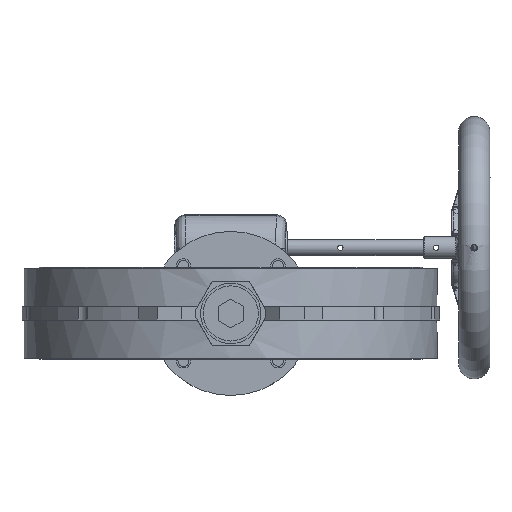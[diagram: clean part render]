
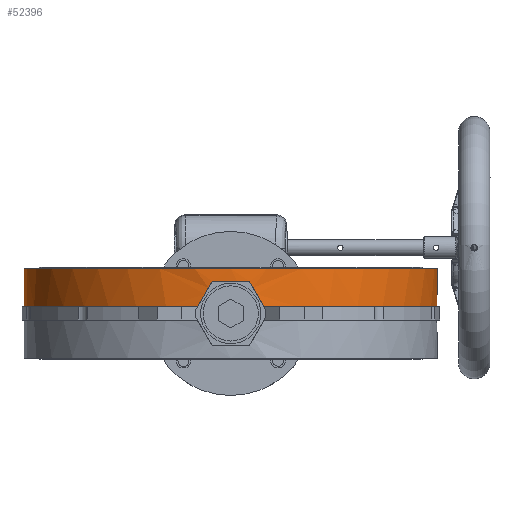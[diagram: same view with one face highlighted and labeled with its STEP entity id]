
A CAD part, front view. The second image highlights one B-rep face of the part: STEP entity #52396.
In plain terms, the highlighted cylindrical face has radius 157.5 mm (diameter 315 mm), a full revolution.
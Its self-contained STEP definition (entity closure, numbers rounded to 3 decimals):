
#1001=ELLIPSE('',#57542,315.,157.5);
#1002=ELLIPSE('',#57544,315.,157.5);
#1003=ELLIPSE('',#57546,315.,157.5);
#1004=ELLIPSE('',#57548,315.,157.5);
#3021=CYLINDRICAL_SURFACE('',#57539,157.5);
#6147=FACE_OUTER_BOUND('',#9270,.T.);
#9270=EDGE_LOOP('',(#46545,#46546,#46547,#46548,#46549,#46550,#46551,#46552,
#46553,#46554,#46555,#46556,#46557,#46558));
#13565=CIRCLE('',#57540,157.5);
#13566=CIRCLE('',#57541,157.5);
#13567=CIRCLE('',#57543,157.5);
#13568=CIRCLE('',#57545,157.5);
#13569=CIRCLE('',#57547,157.5);
#13570=CIRCLE('',#57549,157.5);
#16303=LINE('',#187519,#19644);
#16304=LINE('',#187533,#19645);
#16305=LINE('',#187537,#19646);
#19644=VECTOR('',#70002,157.5);
#19645=VECTOR('',#70015,1000.);
#19646=VECTOR('',#70018,1000.);
#24703=VERTEX_POINT('',#187516);
#24704=VERTEX_POINT('',#187518);
#24705=VERTEX_POINT('',#187520);
#24706=VERTEX_POINT('',#187522);
#24707=VERTEX_POINT('',#187524);
#24708=VERTEX_POINT('',#187526);
#24709=VERTEX_POINT('',#187528);
#24710=VERTEX_POINT('',#187530);
#24711=VERTEX_POINT('',#187532);
#24712=VERTEX_POINT('',#187534);
#24713=VERTEX_POINT('',#187536);
#24714=VERTEX_POINT('',#187538);
#32116=EDGE_CURVE('',#24703,#24703,#13565,.T.);
#32117=EDGE_CURVE('',#24703,#24704,#16303,.T.);
#32118=EDGE_CURVE('',#24704,#24705,#13566,.T.);
#32119=EDGE_CURVE('',#24705,#24706,#1001,.T.);
#32120=EDGE_CURVE('',#24706,#24707,#13567,.T.);
#32121=EDGE_CURVE('',#24707,#24708,#1002,.T.);
#32122=EDGE_CURVE('',#24708,#24709,#13568,.T.);
#32123=EDGE_CURVE('',#24709,#24710,#1003,.T.);
#32124=EDGE_CURVE('',#24711,#24710,#16304,.T.);
#32125=EDGE_CURVE('',#24711,#24712,#13569,.T.);
#32126=EDGE_CURVE('',#24713,#24712,#16305,.T.);
#32127=EDGE_CURVE('',#24713,#24714,#1004,.T.);
#32128=EDGE_CURVE('',#24714,#24704,#13570,.T.);
#46545=ORIENTED_EDGE('',*,*,#32116,.F.);
#46546=ORIENTED_EDGE('',*,*,#32117,.T.);
#46547=ORIENTED_EDGE('',*,*,#32118,.T.);
#46548=ORIENTED_EDGE('',*,*,#32119,.T.);
#46549=ORIENTED_EDGE('',*,*,#32120,.T.);
#46550=ORIENTED_EDGE('',*,*,#32121,.T.);
#46551=ORIENTED_EDGE('',*,*,#32122,.T.);
#46552=ORIENTED_EDGE('',*,*,#32123,.T.);
#46553=ORIENTED_EDGE('',*,*,#32124,.F.);
#46554=ORIENTED_EDGE('',*,*,#32125,.T.);
#46555=ORIENTED_EDGE('',*,*,#32126,.F.);
#46556=ORIENTED_EDGE('',*,*,#32127,.T.);
#46557=ORIENTED_EDGE('',*,*,#32128,.T.);
#46558=ORIENTED_EDGE('',*,*,#32117,.F.);
#52396=ADVANCED_FACE('',(#6147),#3021,.T.);
#57539=AXIS2_PLACEMENT_3D('',#187515,#69998,#69999);
#57540=AXIS2_PLACEMENT_3D('',#187517,#70000,#70001);
#57541=AXIS2_PLACEMENT_3D('',#187521,#70003,#70004);
#57542=AXIS2_PLACEMENT_3D('',#187523,#70005,#70006);
#57543=AXIS2_PLACEMENT_3D('',#187525,#70007,#70008);
#57544=AXIS2_PLACEMENT_3D('',#187527,#70009,#70010);
#57545=AXIS2_PLACEMENT_3D('',#187529,#70011,#70012);
#57546=AXIS2_PLACEMENT_3D('',#187531,#70013,#70014);
#57547=AXIS2_PLACEMENT_3D('',#187535,#70016,#70017);
#57548=AXIS2_PLACEMENT_3D('',#187539,#70019,#70020);
#57549=AXIS2_PLACEMENT_3D('',#187540,#70021,#70022);
#69998=DIRECTION('center_axis',(0.,0.,1.));
#69999=DIRECTION('ref_axis',(1.,0.,0.));
#70000=DIRECTION('center_axis',(0.,0.,1.));
#70001=DIRECTION('ref_axis',(1.,0.,0.));
#70002=DIRECTION('',(0.,0.,-1.));
#70003=DIRECTION('center_axis',(0.,0.,1.));
#70004=DIRECTION('ref_axis',(1.,0.,0.));
#70005=DIRECTION('center_axis',(-0.866,0.,
0.5));
#70006=DIRECTION('ref_axis',(0.5,0.,0.866));
#70007=DIRECTION('center_axis',(0.,0.,1.));
#70008=DIRECTION('ref_axis',(-1.,0.,0.));
#70009=DIRECTION('center_axis',(0.866,0.,
0.5));
#70010=DIRECTION('ref_axis',(0.5,0.,-0.866));
#70011=DIRECTION('center_axis',(0.,0.,1.));
#70012=DIRECTION('ref_axis',(1.,0.,0.));
#70013=DIRECTION('center_axis',(0.866,0.,
0.5));
#70014=DIRECTION('ref_axis',(0.5,0.,-0.866));
#70015=DIRECTION('',(0.,0.,-1.));
#70016=DIRECTION('center_axis',(0.,0.,1.));
#70017=DIRECTION('ref_axis',(-1.,0.,0.));
#70018=DIRECTION('',(0.,0.,1.));
#70019=DIRECTION('center_axis',(-0.866,0.,0.5));
#70020=DIRECTION('ref_axis',(0.5,0.,0.866));
#70021=DIRECTION('center_axis',(0.,0.,1.));
#70022=DIRECTION('ref_axis',(1.,0.,0.));
#187515=CARTESIAN_POINT('Origin',(0.,0.,115.101));
#187516=CARTESIAN_POINT('',(-157.5,0.,34.));
#187517=CARTESIAN_POINT('Origin',(0.,0.,34.));
#187518=CARTESIAN_POINT('',(-157.5,0.,5.));
#187519=CARTESIAN_POINT('',(-157.5,0.,115.101));
#187520=CARTESIAN_POINT('',(-25.403,-155.438,5.));
#187521=CARTESIAN_POINT('Origin',(0.,0.,5.));
#187522=CARTESIAN_POINT('',(-14.145,-156.864,24.5));
#187523=CARTESIAN_POINT('Origin',(0.,0.,
49.));
#187524=CARTESIAN_POINT('',(14.145,-156.864,24.5));
#187525=CARTESIAN_POINT('Origin',(0.,0.,24.5));
#187526=CARTESIAN_POINT('',(25.403,-155.438,5.));
#187527=CARTESIAN_POINT('Origin',(0.,0.,
49.));
#187528=CARTESIAN_POINT('',(25.403,155.438,5.));
#187529=CARTESIAN_POINT('Origin',(0.,0.,5.));
#187530=CARTESIAN_POINT('',(17.,156.58,19.555));
#187531=CARTESIAN_POINT('Origin',(0.,0.,
49.));
#187532=CARTESIAN_POINT('',(17.,156.58,24.5));
#187533=CARTESIAN_POINT('',(17.,156.58,115.101));
#187534=CARTESIAN_POINT('',(-17.,156.58,24.5));
#187535=CARTESIAN_POINT('Origin',(0.,0.,24.5));
#187536=CARTESIAN_POINT('',(-17.,156.58,19.555));
#187537=CARTESIAN_POINT('',(-17.,156.58,115.101));
#187538=CARTESIAN_POINT('',(-25.403,155.438,5.));
#187539=CARTESIAN_POINT('Origin',(0.,0.,
49.));
#187540=CARTESIAN_POINT('Origin',(0.,0.,5.));
